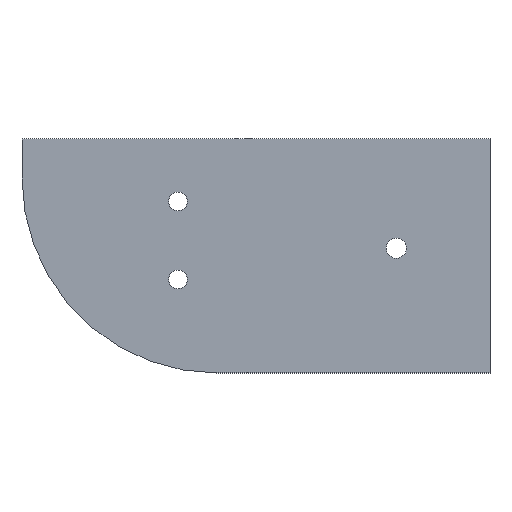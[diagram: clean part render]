
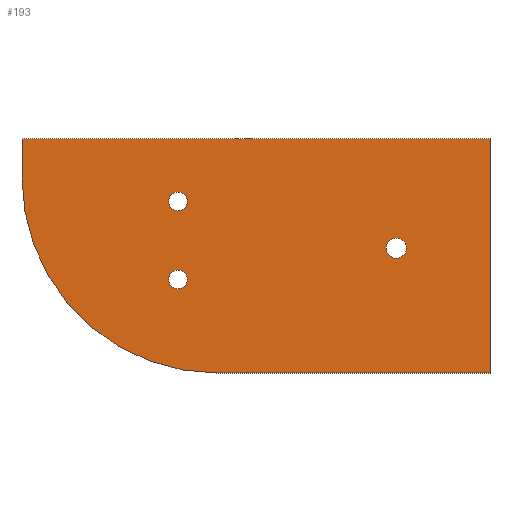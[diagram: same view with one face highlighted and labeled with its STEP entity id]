
A CAD part, top view. The second image highlights one B-rep face of the part: STEP entity #193.
In plain terms, the highlighted planar face has unit normal (0, 0, 1).
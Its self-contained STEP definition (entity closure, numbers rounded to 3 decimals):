
#15=FACE_BOUND('',#46,.T.);
#16=FACE_BOUND('',#47,.T.);
#17=FACE_BOUND('',#48,.T.);
#25=PLANE('',#225);
#35=FACE_OUTER_BOUND('',#45,.T.);
#45=EDGE_LOOP('',(#165,#166,#167,#168,#169));
#46=EDGE_LOOP('',(#170));
#47=EDGE_LOOP('',(#171));
#48=EDGE_LOOP('',(#172));
#58=LINE('',#307,#74);
#61=LINE('',#313,#77);
#64=LINE('',#319,#80);
#67=LINE('',#325,#83);
#74=VECTOR('',#254,10.);
#77=VECTOR('',#259,10.);
#80=VECTOR('',#264,10.);
#83=VECTOR('',#269,10.);
#85=CIRCLE('',#210,3.25);
#87=CIRCLE('',#213,3.);
#89=CIRCLE('',#216,3.);
#92=CIRCLE('',#224,62.5);
#93=VERTEX_POINT('',#283);
#95=VERTEX_POINT('',#289);
#97=VERTEX_POINT('',#295);
#101=VERTEX_POINT('',#304);
#102=VERTEX_POINT('',#306);
#104=VERTEX_POINT('',#312);
#106=VERTEX_POINT('',#318);
#108=VERTEX_POINT('',#324);
#109=EDGE_CURVE('',#93,#93,#85,.T.);
#112=EDGE_CURVE('',#95,#95,#87,.T.);
#115=EDGE_CURVE('',#97,#97,#89,.T.);
#120=EDGE_CURVE('',#102,#101,#58,.T.);
#123=EDGE_CURVE('',#104,#102,#61,.T.);
#126=EDGE_CURVE('',#106,#104,#64,.T.);
#129=EDGE_CURVE('',#108,#106,#67,.T.);
#132=EDGE_CURVE('',#101,#108,#92,.T.);
#165=ORIENTED_EDGE('',*,*,#132,.T.);
#166=ORIENTED_EDGE('',*,*,#129,.T.);
#167=ORIENTED_EDGE('',*,*,#126,.T.);
#168=ORIENTED_EDGE('',*,*,#123,.T.);
#169=ORIENTED_EDGE('',*,*,#120,.T.);
#170=ORIENTED_EDGE('',*,*,#115,.T.);
#171=ORIENTED_EDGE('',*,*,#112,.T.);
#172=ORIENTED_EDGE('',*,*,#109,.T.);
#193=ADVANCED_FACE('',(#35,#15,#16,#17),#25,.T.);
#210=AXIS2_PLACEMENT_3D('',#284,#231,#232);
#213=AXIS2_PLACEMENT_3D('',#290,#238,#239);
#216=AXIS2_PLACEMENT_3D('',#296,#245,#246);
#224=AXIS2_PLACEMENT_3D('',#329,#275,#276);
#225=AXIS2_PLACEMENT_3D('',#330,#277,#278);
#231=DIRECTION('center_axis',(0.,0.,-1.));
#232=DIRECTION('ref_axis',(1.,0.,0.));
#238=DIRECTION('center_axis',(0.,0.,-1.));
#239=DIRECTION('ref_axis',(1.,0.,0.));
#245=DIRECTION('center_axis',(0.,0.,-1.));
#246=DIRECTION('ref_axis',(1.,0.,0.));
#254=DIRECTION('',(0.,-1.,0.));
#259=DIRECTION('',(-1.,0.,0.));
#264=DIRECTION('',(0.,1.,0.));
#269=DIRECTION('',(1.,0.,0.));
#275=DIRECTION('center_axis',(0.,0.,1.));
#276=DIRECTION('ref_axis',(-1.,0.,0.));
#277=DIRECTION('center_axis',(0.,0.,1.));
#278=DIRECTION('ref_axis',(1.,0.,0.));
#283=CARTESIAN_POINT('',(-33.25,-35.,1.));
#284=CARTESIAN_POINT('Origin',(-30.,-35.,1.));
#289=CARTESIAN_POINT('',(-103.,-20.,1.));
#290=CARTESIAN_POINT('Origin',(-100.,-20.,1.));
#295=CARTESIAN_POINT('',(-103.,-45.,1.));
#296=CARTESIAN_POINT('Origin',(-100.,-45.,1.));
#304=CARTESIAN_POINT('',(-150.,-12.5,1.));
#306=CARTESIAN_POINT('',(-150.,0.,1.));
#307=CARTESIAN_POINT('',(-150.,0.,1.));
#312=CARTESIAN_POINT('',(0.,0.,1.));
#313=CARTESIAN_POINT('',(0.,0.,1.));
#318=CARTESIAN_POINT('',(0.,-75.,1.));
#319=CARTESIAN_POINT('',(0.,-75.,1.));
#324=CARTESIAN_POINT('',(-87.5,-75.,1.));
#325=CARTESIAN_POINT('',(-87.5,-75.,1.));
#329=CARTESIAN_POINT('Origin',(-87.5,-12.5,1.));
#330=CARTESIAN_POINT('Origin',(-75.,-37.5,1.));
